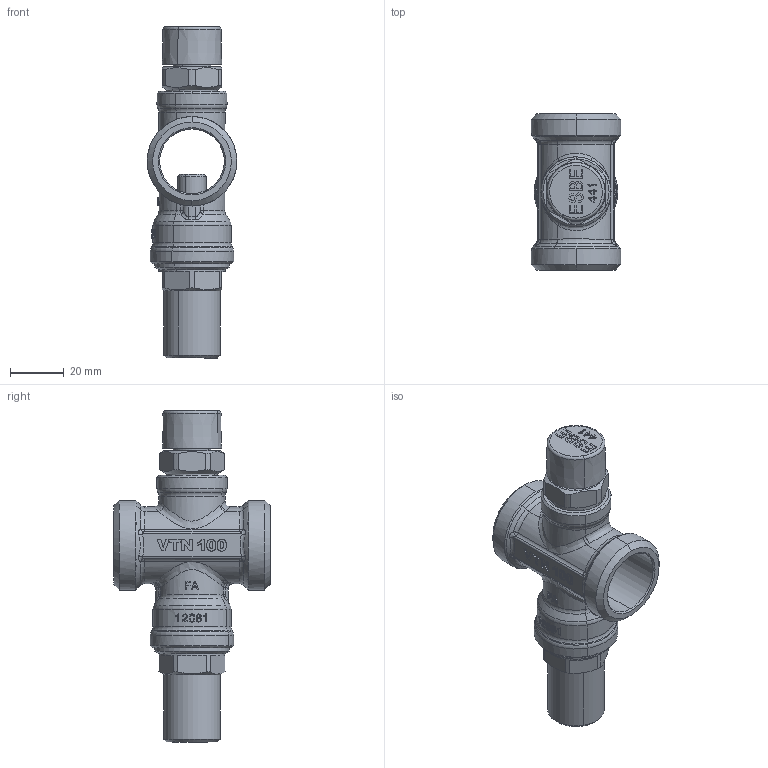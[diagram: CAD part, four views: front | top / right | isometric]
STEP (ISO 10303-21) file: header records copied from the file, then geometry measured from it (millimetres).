
FILE_DESCRIPTION(('CATIA V5 STEP Exchange','CAx-IF Rec.Pracs.--- Model Styling and Organization---1.5--- 2016-08-15','CAx-IF Rec.Pracs.---Supplemental Geometry---1.0---2011-11-01','CAx-IF Rec.Pracs.--- Composite Materials ---3.4---2017-06-13','CAx-IF Rec.Pracs.---Tessellated 3D Geometry---1.0---2015-12-17'),'2;1');
FILE_NAME('VTN100 G1 - 35100100.stp','2025-09-12T05:57:23+00:00',('none'),('none'),'CATIA Version 5-6 Release 2023','CATIA V5 STEP AP242 v2','none');
FILE_SCHEMA(('AP242_MANAGED_MODEL_BASED_3D_ENGINEERING_MIM_LF {1 0 10303 442 1 1 4}'));
Length unit declared in the file: millimetre
Products named in the file (1): 12079s1_AllCATPart
Bounding box: 33.2 x 58 x 123.2 mm (x, y, z)
Volume: 56563 mm3; surface area: 21775.4 mm2
Topology: 1 solids, 2 shells, 1511 faces, 4051 edges, 2547 vertices
Faces by surface type: plane 964, cylinder 267, torus 107, bspline 86, cone 42, sphere 35, extrusion 10
Entity records: 51861 total; most frequent: CARTESIAN_POINT 16301, ORIENTED_EDGE 8032, DIRECTION 5954, EDGE_CURVE 4016, VECTOR 2745, LINE 2735, VERTEX_POINT 2547, AXIS2_PLACEMENT_3D 1945
